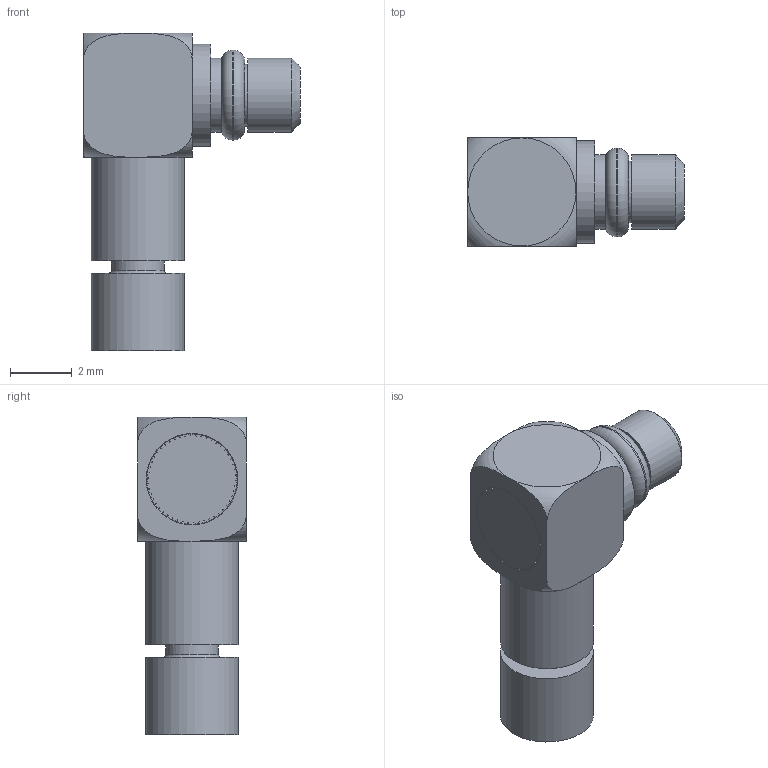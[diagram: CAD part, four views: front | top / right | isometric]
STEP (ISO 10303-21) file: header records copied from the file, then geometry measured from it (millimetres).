
FILE_DESCRIPTION(/* description */ ('Unknown'),/* implementation_level */ '2;1');
FILE_NAME(/* name */ '66036020212120',/* time_stamp */ '2024-05-24T11:53:39+02:00',/* author */ ('Unknown'),/* organization */ ('Unknown'),/* preprocessor_version */ 'ST-DEVELOPER v18.102',/* originating_system */ 'Solid Edge',/* authorisation */ 'Unknown');
FILE_SCHEMA (('AUTOMOTIVE_DESIGN {1 0 10303 214 3 1 1}'));
Length unit declared in the file: millimetre
Products named in the file (8): 66036020212120; 66036020212120_Body; 66036020212120_Insulator2; 66036020212120_Center-pin; 66036020212120_Insulator; 66036020212120_Cover; 66036020212120_Retainer-ring; 66036020212120_Ferrule
Assembly tree (7 placements, depth 2):
  66036020212120
    66036020212120_Body
    66036020212120_Insulator2
    66036020212120_Center-pin
    66036020212120_Insulator
    66036020212120_Cover
    66036020212120_Retainer-ring
    66036020212120_Ferrule
Bounding box: 7 x 3.5 x 10.25 mm (x, y, z)
Volume: 87.9 mm3; surface area: 366.6 mm2
Topology: 7 solids, 7 shells, 285 faces, 767 edges, 510 vertices
Faces by surface type: plane 137, cylinder 128, torus 12, cone 8
Full cylindrical faces by diameter (mm): 0.4 x2, 0.47 x1, 0.6 x1, 1 x2, 1.1 x2, 1.15 x1, 1.2 x1, 1.5 x1, 1.7 x2, 2 x2, 2.2 x2, 2.25 x1, 2.3 x1, 2.4 x3, 2.75 x1, 3 x2, 3.3 x1
Entity records: 8951 total; most frequent: CARTESIAN_POINT 1591, DIRECTION 1564, ORIENTED_EDGE 1420, EDGE_CURVE 710, AXIS2_PLACEMENT_3D 574, VERTEX_POINT 494, LINE 416, VECTOR 416
